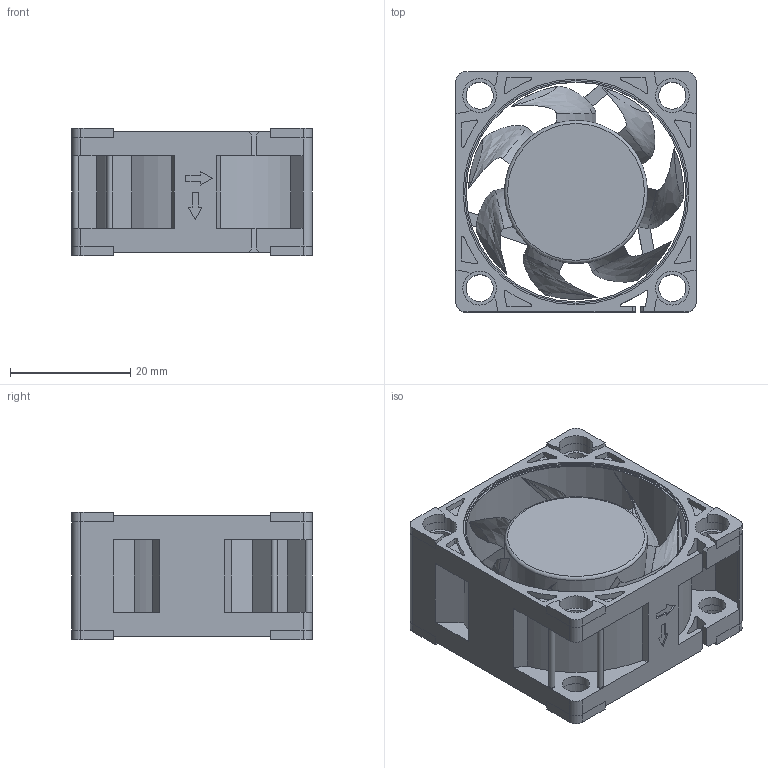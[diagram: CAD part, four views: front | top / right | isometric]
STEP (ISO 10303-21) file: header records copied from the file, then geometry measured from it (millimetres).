
FILE_DESCRIPTION(/* description */ ('','CAx-IF Rec.Pracs.---Representation and Presentation of Product Manufacturing Information (PMI)---4.0---2014-10-13'),/* implementation_level */ '2;1');
FILE_NAME(/* name */ 'NF-A4X20 5V PWM.step',/* time_stamp */ '2025-03-03T17:59:30+01:00',/* author */ (''),/* organization */ (''),/* preprocessor_version */ 'ST-DEVELOPER v20',/* originating_system */ 'Autodesk Translation Framework v13.20.0.188',/* authorisation */ '');
FILE_SCHEMA (('AP242_MANAGED_MODEL_BASED_3D_ENGINEERING_MIM_LF { 1 0 10303 442 1 1 4 }'));
Length unit declared in the file: millimetre
Products named in the file (1): NF-A4X20 5V PWM
Bounding box: 39.9 x 39.9 x 21.15 mm (x, y, z)
Volume: 13547.8 mm3; surface area: 12774.6 mm2
Topology: 16 solids, 16 shells, 395 faces, 998 edges, 659 vertices
Faces by surface type: plane 190, cylinder 161, bspline 42, torus 1, cone 1
Full cylindrical faces by diameter (mm): 4.5 x8, 5.62 x8, 23.75 x1, 36.5 x1, 37 x1, 37.5 x1
Entity records: 15233 total; most frequent: CARTESIAN_POINT 5450, ORIENTED_EDGE 1996, DIRECTION 1960, EDGE_CURVE 998, AXIS2_PLACEMENT_3D 697, VERTEX_POINT 659, LINE 566, VECTOR 566
